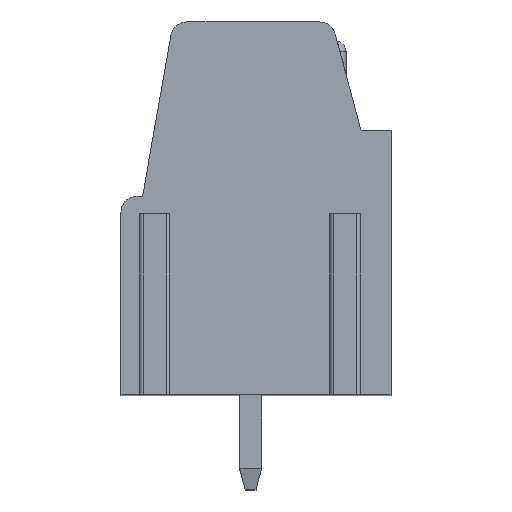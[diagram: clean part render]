
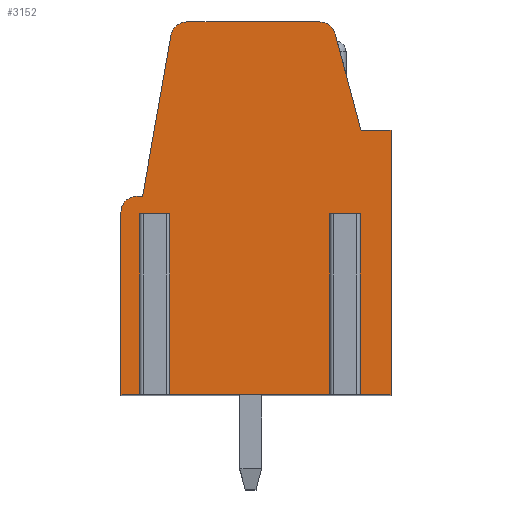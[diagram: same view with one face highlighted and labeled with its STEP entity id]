
A CAD part, top view. The second image highlights one B-rep face of the part: STEP entity #3152.
In plain terms, the highlighted planar face has unit normal (0, 0, 1).
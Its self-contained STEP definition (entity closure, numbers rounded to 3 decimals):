
#13=DIRECTION('',(-1.,0.,0.));
#14=VECTOR('',#13,0.62);
#15=CARTESIAN_POINT('',(3.61,-0.65,17.78));
#16=LINE('',#15,#14);
#17=DIRECTION('',(0.,1.,0.));
#18=VECTOR('',#17,6.7);
#19=CARTESIAN_POINT('',(2.99,-7.35,17.78));
#20=LINE('',#19,#18);
#21=DIRECTION('',(1.,0.,0.));
#22=VECTOR('',#21,6.43);
#23=CARTESIAN_POINT('',(-3.44,-7.35,17.78));
#24=LINE('',#23,#22);
#25=DIRECTION('',(0.,1.,0.));
#26=VECTOR('',#25,6.7);
#27=CARTESIAN_POINT('',(-3.44,-7.35,17.78));
#28=LINE('',#27,#26);
#29=DIRECTION('',(-1.,0.,0.));
#30=VECTOR('',#29,0.62);
#31=CARTESIAN_POINT('',(-3.44,-0.65,17.78));
#32=LINE('',#31,#30);
#33=DIRECTION('',(0.,1.,0.));
#34=VECTOR('',#33,6.7);
#35=CARTESIAN_POINT('',(-4.06,-7.35,17.78));
#36=LINE('',#35,#34);
#37=DIRECTION('',(1.,0.,0.));
#38=VECTOR('',#37,0.94);
#39=CARTESIAN_POINT('',(-5.,-7.35,17.78));
#40=LINE('',#39,#38);
#41=DIRECTION('',(0.,-1.,0.));
#42=VECTOR('',#41,6.75);
#43=CARTESIAN_POINT('',(-5.,-0.6,17.78));
#44=LINE('',#43,#42);
#45=CARTESIAN_POINT('',(-4.4,-0.6,17.78));
#46=DIRECTION('',(0.,0.,1.));
#47=DIRECTION('',(0.,1.,0.));
#48=AXIS2_PLACEMENT_3D('',#45,#46,#47);
#50=DIRECTION('',(-1.,0.,0.));
#51=VECTOR('',#50,0.2);
#52=CARTESIAN_POINT('',(-4.2,0.,17.78));
#53=LINE('',#52,#51);
#54=DIRECTION('',(-0.174,-0.985,0.));
#55=VECTOR('',#54,6.046);
#56=CARTESIAN_POINT('',(-3.15,5.954,17.78));
#57=LINE('',#56,#55);
#58=CARTESIAN_POINT('',(-2.559,5.85,17.78));
#59=DIRECTION('',(0.,0.,1.));
#60=DIRECTION('',(0.,1.,0.));
#61=AXIS2_PLACEMENT_3D('',#58,#59,#60);
#63=DIRECTION('',(-1.,0.,0.));
#64=VECTOR('',#63,4.917);
#65=CARTESIAN_POINT('',(2.358,6.45,17.78));
#66=LINE('',#65,#64);
#67=CARTESIAN_POINT('',(2.358,5.85,17.78));
#68=DIRECTION('',(0.,0.,1.));
#69=DIRECTION('',(0.966,0.259,0.));
#70=AXIS2_PLACEMENT_3D('',#67,#68,#69);
#72=DIRECTION('',(-0.259,0.966,0.));
#73=VECTOR('',#72,3.681);
#74=CARTESIAN_POINT('',(3.89,2.45,17.78));
#75=LINE('',#74,#73);
#76=DIRECTION('',(-1.,0.,0.));
#77=VECTOR('',#76,1.11);
#78=CARTESIAN_POINT('',(5.,2.45,17.78));
#79=LINE('',#78,#77);
#80=DIRECTION('',(0.,1.,0.));
#81=VECTOR('',#80,9.8);
#82=CARTESIAN_POINT('',(5.,-7.35,17.78));
#83=LINE('',#82,#81);
#84=DIRECTION('',(1.,0.,0.));
#85=VECTOR('',#84,1.39);
#86=CARTESIAN_POINT('',(3.61,-7.35,17.78));
#87=LINE('',#86,#85);
#88=DIRECTION('',(0.,1.,0.));
#89=VECTOR('',#88,6.7);
#90=CARTESIAN_POINT('',(3.61,-7.35,17.78));
#91=LINE('',#90,#89);
#2463=CARTESIAN_POINT('',(-5.,-0.6,17.78));
#2464=CARTESIAN_POINT('',(-5.,-7.35,17.78));
#2465=VERTEX_POINT('',#2463);
#2466=VERTEX_POINT('',#2464);
#2467=CARTESIAN_POINT('',(5.,-7.35,17.78));
#2468=CARTESIAN_POINT('',(5.,2.45,17.78));
#2469=VERTEX_POINT('',#2467);
#2470=VERTEX_POINT('',#2468);
#2471=CARTESIAN_POINT('',(3.89,2.45,17.78));
#2472=VERTEX_POINT('',#2471);
#2473=CARTESIAN_POINT('',(2.937,6.005,17.78));
#2474=VERTEX_POINT('',#2473);
#2475=CARTESIAN_POINT('',(2.358,6.45,17.78));
#2476=VERTEX_POINT('',#2475);
#2477=CARTESIAN_POINT('',(-2.559,6.45,17.78));
#2478=VERTEX_POINT('',#2477);
#2479=CARTESIAN_POINT('',(-3.15,5.954,17.78));
#2480=VERTEX_POINT('',#2479);
#2481=CARTESIAN_POINT('',(-4.2,0.,17.78));
#2482=VERTEX_POINT('',#2481);
#2483=CARTESIAN_POINT('',(-4.4,0.,17.78));
#2484=VERTEX_POINT('',#2483);
#2603=CARTESIAN_POINT('',(3.61,-0.65,17.78));
#2604=CARTESIAN_POINT('',(2.99,-0.65,17.78));
#2605=VERTEX_POINT('',#2603);
#2606=VERTEX_POINT('',#2604);
#2607=CARTESIAN_POINT('',(-3.44,-0.65,17.78));
#2608=CARTESIAN_POINT('',(-4.06,-0.65,17.78));
#2609=VERTEX_POINT('',#2607);
#2610=VERTEX_POINT('',#2608);
#2611=CARTESIAN_POINT('',(-4.06,-7.35,17.78));
#2612=VERTEX_POINT('',#2611);
#2613=CARTESIAN_POINT('',(-3.44,-7.35,17.78));
#2614=VERTEX_POINT('',#2613);
#2615=CARTESIAN_POINT('',(3.61,-7.35,17.78));
#2616=VERTEX_POINT('',#2615);
#2617=CARTESIAN_POINT('',(2.99,-7.35,17.78));
#2618=VERTEX_POINT('',#2617);
#3107=CARTESIAN_POINT('',(0.,0.,17.78));
#3108=DIRECTION('',(0.,0.,1.));
#3109=DIRECTION('',(1.,0.,0.));
#3110=AXIS2_PLACEMENT_3D('',#3107,#3108,#3109);
#3111=PLANE('',#3110);
#3113=ORIENTED_EDGE('',*,*,#3112,.T.);
#3115=ORIENTED_EDGE('',*,*,#3114,.F.);
#3117=ORIENTED_EDGE('',*,*,#3116,.F.);
#3119=ORIENTED_EDGE('',*,*,#3118,.T.);
#3121=ORIENTED_EDGE('',*,*,#3120,.T.);
#3123=ORIENTED_EDGE('',*,*,#3122,.F.);
#3125=ORIENTED_EDGE('',*,*,#3124,.F.);
#3127=ORIENTED_EDGE('',*,*,#3126,.F.);
#3129=ORIENTED_EDGE('',*,*,#3128,.F.);
#3131=ORIENTED_EDGE('',*,*,#3130,.F.);
#3133=ORIENTED_EDGE('',*,*,#3132,.F.);
#3135=ORIENTED_EDGE('',*,*,#3134,.F.);
#3137=ORIENTED_EDGE('',*,*,#3136,.F.);
#3139=ORIENTED_EDGE('',*,*,#3138,.F.);
#3141=ORIENTED_EDGE('',*,*,#3140,.F.);
#3143=ORIENTED_EDGE('',*,*,#3142,.F.);
#3145=ORIENTED_EDGE('',*,*,#3144,.F.);
#3147=ORIENTED_EDGE('',*,*,#3146,.F.);
#3149=ORIENTED_EDGE('',*,*,#3148,.T.);
#3150=EDGE_LOOP('',(#3113,#3115,#3117,#3119,#3121,#3123,#3125,#3127,#3129,#3131,
#3133,#3135,#3137,#3139,#3141,#3143,#3145,#3147,#3149));
#3151=FACE_OUTER_BOUND('',#3150,.F.);
#49=CIRCLE('',#48,0.6);
#62=CIRCLE('',#61,0.6);
#71=CIRCLE('',#70,0.6);
#3112=EDGE_CURVE('',#2605,#2606,#16,.T.);
#3114=EDGE_CURVE('',#2618,#2606,#20,.T.);
#3116=EDGE_CURVE('',#2614,#2618,#24,.T.);
#3118=EDGE_CURVE('',#2614,#2609,#28,.T.);
#3120=EDGE_CURVE('',#2609,#2610,#32,.T.);
#3122=EDGE_CURVE('',#2612,#2610,#36,.T.);
#3124=EDGE_CURVE('',#2466,#2612,#40,.T.);
#3126=EDGE_CURVE('',#2465,#2466,#44,.T.);
#3128=EDGE_CURVE('',#2484,#2465,#49,.T.);
#3130=EDGE_CURVE('',#2482,#2484,#53,.T.);
#3132=EDGE_CURVE('',#2480,#2482,#57,.T.);
#3134=EDGE_CURVE('',#2478,#2480,#62,.T.);
#3136=EDGE_CURVE('',#2476,#2478,#66,.T.);
#3138=EDGE_CURVE('',#2474,#2476,#71,.T.);
#3140=EDGE_CURVE('',#2472,#2474,#75,.T.);
#3142=EDGE_CURVE('',#2470,#2472,#79,.T.);
#3144=EDGE_CURVE('',#2469,#2470,#83,.T.);
#3146=EDGE_CURVE('',#2616,#2469,#87,.T.);
#3148=EDGE_CURVE('',#2616,#2605,#91,.T.);
#3152=ADVANCED_FACE('',(#3151),#3111,.T.);
